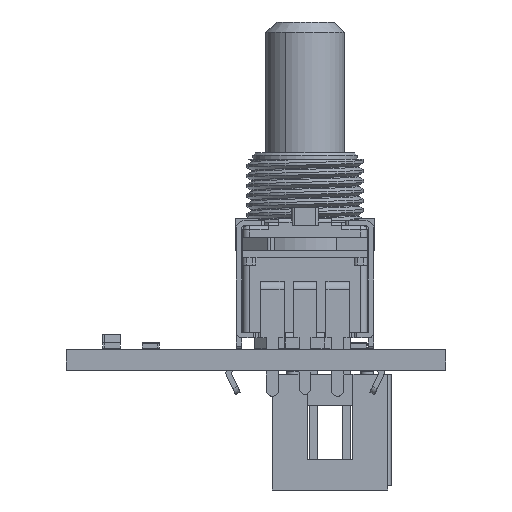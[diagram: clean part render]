
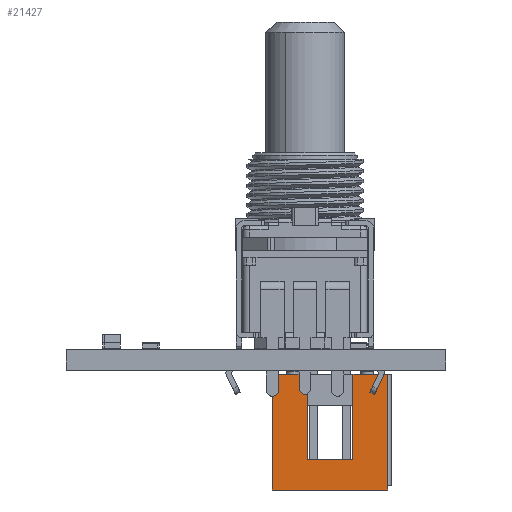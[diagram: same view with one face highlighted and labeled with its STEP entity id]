
A CAD part, left-side view. The second image highlights one B-rep face of the part: STEP entity #21427.
In plain terms, the highlighted face is planar.
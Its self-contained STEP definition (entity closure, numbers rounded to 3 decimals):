
#21359 = EDGE_CURVE('',#21360,#21362,#21364,.T.);
#21360 = VERTEX_POINT('',#21361);
#21361 = CARTESIAN_POINT('',(-3.155,5.1,0.25));
#21362 = VERTEX_POINT('',#21363);
#21363 = CARTESIAN_POINT('',(-3.155,5.1,9.1));
#21364 = LINE('',#21365,#21366);
#21365 = CARTESIAN_POINT('',(-3.155,5.1,0.25));
#21366 = VECTOR('',#21367,1.);
#21367 = DIRECTION('',(0.,0.,1.));
#21427 = ADVANCED_FACE('',(#21428),#21485,.T.);
#21428 = FACE_BOUND('',#21429,.T.);
#21429 = EDGE_LOOP('',(#21430,#21440,#21448,#21456,#21464,#21472,#21478,
    #21479));
#21430 = ORIENTED_EDGE('',*,*,#21431,.F.);
#21431 = EDGE_CURVE('',#21432,#21434,#21436,.T.);
#21432 = VERTEX_POINT('',#21433);
#21433 = CARTESIAN_POINT('',(5.695,5.1,0.25));
#21434 = VERTEX_POINT('',#21435);
#21435 = CARTESIAN_POINT('',(5.695,5.1,9.1));
#21436 = LINE('',#21437,#21438);
#21437 = CARTESIAN_POINT('',(5.695,5.1,0.25));
#21438 = VECTOR('',#21439,1.);
#21439 = DIRECTION('',(0.,0.,1.));
#21440 = ORIENTED_EDGE('',*,*,#21441,.T.);
#21441 = EDGE_CURVE('',#21432,#21442,#21444,.T.);
#21442 = VERTEX_POINT('',#21443);
#21443 = CARTESIAN_POINT('',(3.02,5.1,0.25));
#21444 = LINE('',#21445,#21446);
#21445 = CARTESIAN_POINT('',(5.695,5.1,0.25));
#21446 = VECTOR('',#21447,1.);
#21447 = DIRECTION('',(-1.,0.,0.));
#21448 = ORIENTED_EDGE('',*,*,#21449,.T.);
#21449 = EDGE_CURVE('',#21442,#21450,#21452,.T.);
#21450 = VERTEX_POINT('',#21451);
#21451 = CARTESIAN_POINT('',(3.02,5.1,6.75));
#21452 = LINE('',#21453,#21454);
#21453 = CARTESIAN_POINT('',(3.02,5.1,2.463));
#21454 = VECTOR('',#21455,1.);
#21455 = DIRECTION('',(0.,0.,1.));
#21456 = ORIENTED_EDGE('',*,*,#21457,.F.);
#21457 = EDGE_CURVE('',#21458,#21450,#21460,.T.);
#21458 = VERTEX_POINT('',#21459);
#21459 = CARTESIAN_POINT('',(-0.48,5.1,6.75));
#21460 = LINE('',#21461,#21462);
#21461 = CARTESIAN_POINT('',(1.27,5.1,6.75));
#21462 = VECTOR('',#21463,1.);
#21463 = DIRECTION('',(1.,0.,0.));
#21464 = ORIENTED_EDGE('',*,*,#21465,.T.);
#21465 = EDGE_CURVE('',#21458,#21466,#21468,.T.);
#21466 = VERTEX_POINT('',#21467);
#21467 = CARTESIAN_POINT('',(-0.48,5.1,0.25));
#21468 = LINE('',#21469,#21470);
#21469 = CARTESIAN_POINT('',(-0.48,5.1,2.463));
#21470 = VECTOR('',#21471,1.);
#21471 = DIRECTION('',(0.,0.,-1.));
#21472 = ORIENTED_EDGE('',*,*,#21473,.T.);
#21473 = EDGE_CURVE('',#21466,#21360,#21474,.T.);
#21474 = LINE('',#21475,#21476);
#21475 = CARTESIAN_POINT('',(5.695,5.1,0.25));
#21476 = VECTOR('',#21477,1.);
#21477 = DIRECTION('',(-1.,0.,0.));
#21478 = ORIENTED_EDGE('',*,*,#21359,.T.);
#21479 = ORIENTED_EDGE('',*,*,#21480,.F.);
#21480 = EDGE_CURVE('',#21434,#21362,#21481,.T.);
#21481 = LINE('',#21482,#21483);
#21482 = CARTESIAN_POINT('',(5.695,5.1,9.1));
#21483 = VECTOR('',#21484,1.);
#21484 = DIRECTION('',(-1.,0.,0.));
#21485 = PLANE('',#21486);
#21486 = AXIS2_PLACEMENT_3D('',#21487,#21488,#21489);
#21487 = CARTESIAN_POINT('',(1.27,5.1,4.675));
#21488 = DIRECTION('',(0.,1.,0.));
#21489 = DIRECTION('',(0.,0.,1.));
